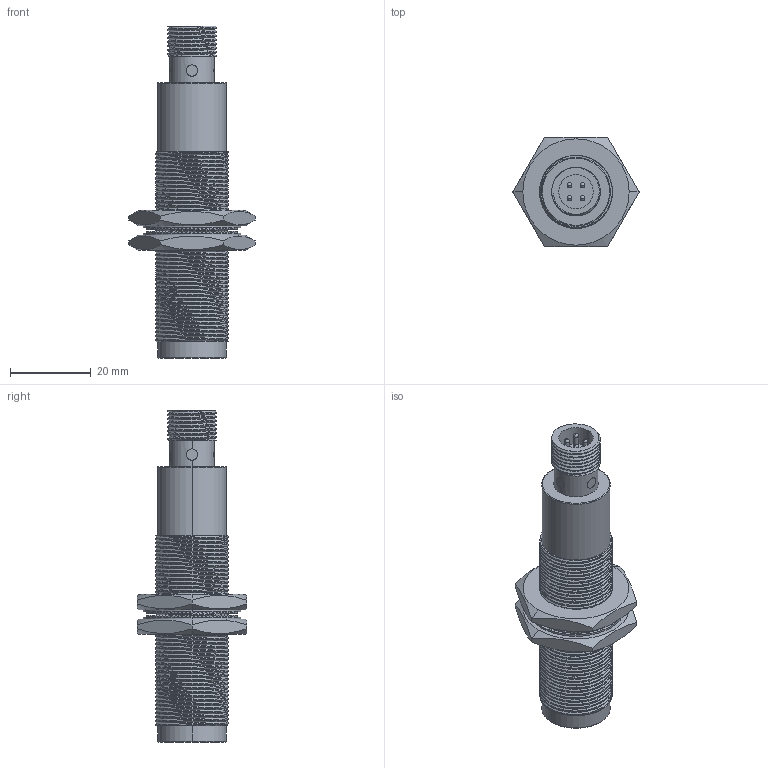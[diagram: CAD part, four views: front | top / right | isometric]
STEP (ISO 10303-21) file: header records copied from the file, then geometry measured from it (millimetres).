
FILE_DESCRIPTION((''),'2;1');
FILE_NAME('TRN18-E2_ASM','2018-08-02T',('Gavin'),(''),'PRO/ENGINEER BY PARAMETRIC TECHNOLOGY CORPORATION, 2009440','PRO/ENGINEER BY PARAMETRIC TECHNOLOGY CORPORATION, 2009440','');
FILE_SCHEMA(('CONFIG_CONTROL_DESIGN'));
Products named in the file (6): _M18X1_____-___________1_-5030; ____-____2; ____-____4; _M18X1_____-___________1_-38252; M18-___________ASM; TRN18-E2_ASM
Assembly tree (5 placements, depth 3):
  TRN18-E2_ASM
    M18-___________ASM
      _M18X1_____-___________1_-5030
      ____-____2
      ____-____4
      _M18X1_____-___________1_-38252
Bounding box: 31.18 x 27 x 82 mm (x, y, z)
Volume: 20984.8 mm3; surface area: 9363.3 mm2
Topology: 4 solids, 4 shells, 1104 faces, 2785 edges, 1840 vertices
Faces by surface type: plane 897, cylinder 171, cone 16, bspline 8, sphere 8, torus 4
Entity records: 58968 total; most frequent: CARTESIAN_POINT 32758, ORIENTED_EDGE 5554, DIRECTION 4807, EDGE_CURVE 2777, VECTOR 2349, LINE 2349, VERTEX_POINT 1840, EDGE_LOOP 1271
